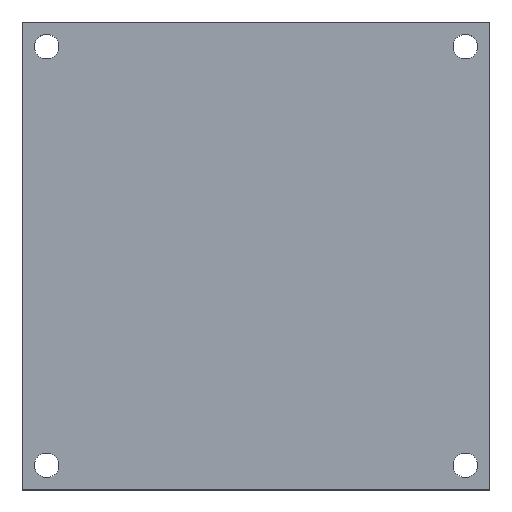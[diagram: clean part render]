
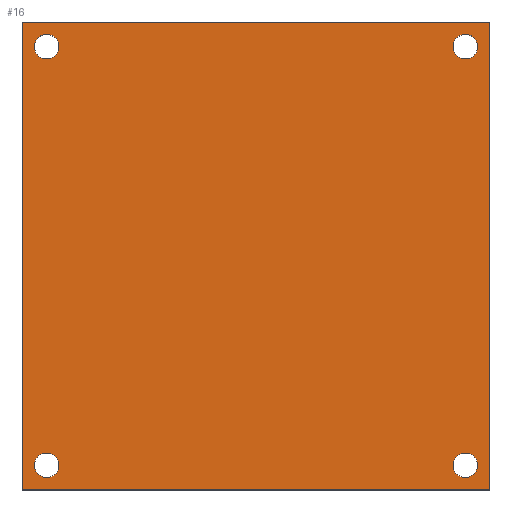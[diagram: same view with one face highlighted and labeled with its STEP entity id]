
A CAD part, top view. The second image highlights one B-rep face of the part: STEP entity #16.
In plain terms, the highlighted planar face has unit normal (0, 0, 1).
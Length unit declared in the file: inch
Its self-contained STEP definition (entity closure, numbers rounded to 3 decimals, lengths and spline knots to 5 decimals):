
#10 = LINE ( 'NONE', #113, #269 ) ;
#15 = AXIS2_PLACEMENT_3D ( 'NONE', #27, #132, #149 ) ;
#16 = ADVANCED_FACE ( 'NONE', ( #70, #310, #151, #52, #26 ), #103, .T. ) ;
#21 = LINE ( 'NONE', #208, #165 ) ;
#22 = CARTESIAN_POINT ( 'NONE',  ( 2.25, -2.125, 0.115 ) ) ;
#26 = FACE_OUTER_BOUND ( 'NONE', #67, .T. ) ;
#27 = CARTESIAN_POINT ( 'NONE',  ( 2.125, -2.125, 0.115 ) ) ;
#29 = CARTESIAN_POINT ( 'NONE',  ( 2.375, -2.375, 0.115 ) ) ;
#30 = AXIS2_PLACEMENT_3D ( 'NONE', #260, #129, #280 ) ;
#40 = VERTEX_POINT ( 'NONE', #222 ) ;
#41 = VERTEX_POINT ( 'NONE', #76 ) ;
#52 = FACE_BOUND ( 'NONE', #118, .T. ) ;
#53 = EDGE_CURVE ( 'NONE', #122, #122, #256, .T. ) ;
#56 = CARTESIAN_POINT ( 'NONE',  ( 2.375, -2.375, 0.115 ) ) ;
#58 = LINE ( 'NONE', #138, #250 ) ;
#59 = EDGE_CURVE ( 'NONE', #40, #40, #196, .T. ) ;
#60 = DIRECTION ( 'NONE',  ( 0., 0., -1. ) ) ;
#61 = ORIENTED_EDGE ( 'NONE', *, *, #53, .T. ) ;
#67 = EDGE_LOOP ( 'NONE', ( #244, #142, #267, #91 ) ) ;
#70 = FACE_BOUND ( 'NONE', #163, .T. ) ;
#72 = CARTESIAN_POINT ( 'NONE',  ( -2., -2.125, 0.115 ) ) ;
#76 = CARTESIAN_POINT ( 'NONE',  ( -2.375, 2.375, 0.115 ) ) ;
#85 = CIRCLE ( 'NONE', #134, 0.125 ) ;
#87 = VERTEX_POINT ( 'NONE', #283 ) ;
#90 = CARTESIAN_POINT ( 'NONE',  ( -2., 2.125, 0.115 ) ) ;
#91 = ORIENTED_EDGE ( 'NONE', *, *, #259, .F. ) ;
#103 = PLANE ( 'NONE',  #105 ) ;
#105 = AXIS2_PLACEMENT_3D ( 'NONE', #253, #234, #255 ) ;
#113 = CARTESIAN_POINT ( 'NONE',  ( -2.375, -2.375, 0.115 ) ) ;
#118 = EDGE_LOOP ( 'NONE', ( #322 ) ) ;
#122 = VERTEX_POINT ( 'NONE', #72 ) ;
#129 = DIRECTION ( 'NONE',  ( 0., 0., -1. ) ) ;
#132 = DIRECTION ( 'NONE',  ( 0., 0., -1. ) ) ;
#133 = EDGE_CURVE ( 'NONE', #150, #150, #191, .T. ) ;
#134 = AXIS2_PLACEMENT_3D ( 'NONE', #277, #60, #202 ) ;
#136 = DIRECTION ( 'NONE',  ( -1., 0., 0. ) ) ;
#138 = CARTESIAN_POINT ( 'NONE',  ( 2.375, 2.375, 0.115 ) ) ;
#142 = ORIENTED_EDGE ( 'NONE', *, *, #233, .F. ) ;
#144 = VECTOR ( 'NONE', #136, 39.37008 ) ;
#149 = DIRECTION ( 'NONE',  ( 1., 0., 0. ) ) ;
#150 = VERTEX_POINT ( 'NONE', #22 ) ;
#151 = FACE_BOUND ( 'NONE', #249, .T. ) ;
#163 = EDGE_LOOP ( 'NONE', ( #61 ) ) ;
#165 = VECTOR ( 'NONE', #228, 39.37008 ) ;
#168 = VERTEX_POINT ( 'NONE', #56 ) ;
#172 = CARTESIAN_POINT ( 'NONE',  ( -2.125, -2.125, 0.115 ) ) ;
#180 = DIRECTION ( 'NONE',  ( 0., 0., -1. ) ) ;
#187 = CARTESIAN_POINT ( 'NONE',  ( -2.375, -2.375, 0.115 ) ) ;
#191 = CIRCLE ( 'NONE', #15, 0.125 ) ;
#192 = EDGE_CURVE ( 'NONE', #219, #41, #10, .T. ) ;
#194 = ORIENTED_EDGE ( 'NONE', *, *, #328, .T. ) ;
#196 = CIRCLE ( 'NONE', #30, 0.125 ) ;
#202 = DIRECTION ( 'NONE',  ( 1., 0., 0. ) ) ;
#208 = CARTESIAN_POINT ( 'NONE',  ( -2.375, 2.375, 0.115 ) ) ;
#219 = VERTEX_POINT ( 'NONE', #187 ) ;
#222 = CARTESIAN_POINT ( 'NONE',  ( 2.25, 2.125, 0.115 ) ) ;
#227 = AXIS2_PLACEMENT_3D ( 'NONE', #172, #180, #287 ) ;
#228 = DIRECTION ( 'NONE',  ( 1., 0., 0. ) ) ;
#233 = EDGE_CURVE ( 'NONE', #168, #219, #292, .T. ) ;
#234 = DIRECTION ( 'NONE',  ( 0., 0., 1. ) ) ;
#240 = EDGE_CURVE ( 'NONE', #87, #168, #58, .T. ) ;
#244 = ORIENTED_EDGE ( 'NONE', *, *, #192, .F. ) ;
#249 = EDGE_LOOP ( 'NONE', ( #270 ) ) ;
#250 = VECTOR ( 'NONE', #303, 39.37008 ) ;
#252 = EDGE_LOOP ( 'NONE', ( #194 ) ) ;
#253 = CARTESIAN_POINT ( 'NONE',  ( 0., 0., 0.115 ) ) ;
#255 = DIRECTION ( 'NONE',  ( 1., 0., 0. ) ) ;
#256 = CIRCLE ( 'NONE', #227, 0.125 ) ;
#259 = EDGE_CURVE ( 'NONE', #41, #87, #21, .T. ) ;
#260 = CARTESIAN_POINT ( 'NONE',  ( 2.125, 2.125, 0.115 ) ) ;
#267 = ORIENTED_EDGE ( 'NONE', *, *, #240, .F. ) ;
#269 = VECTOR ( 'NONE', #313, 39.37008 ) ;
#270 = ORIENTED_EDGE ( 'NONE', *, *, #59, .T. ) ;
#277 = CARTESIAN_POINT ( 'NONE',  ( -2.125, 2.125, 0.115 ) ) ;
#280 = DIRECTION ( 'NONE',  ( 1., 0., 0. ) ) ;
#283 = CARTESIAN_POINT ( 'NONE',  ( 2.375, 2.375, 0.115 ) ) ;
#284 = VERTEX_POINT ( 'NONE', #90 ) ;
#287 = DIRECTION ( 'NONE',  ( 1., 0., 0. ) ) ;
#292 = LINE ( 'NONE', #29, #144 ) ;
#303 = DIRECTION ( 'NONE',  ( 0., -1., 0. ) ) ;
#310 = FACE_BOUND ( 'NONE', #252, .T. ) ;
#313 = DIRECTION ( 'NONE',  ( 0., 1., 0. ) ) ;
#322 = ORIENTED_EDGE ( 'NONE', *, *, #133, .T. ) ;
#328 = EDGE_CURVE ( 'NONE', #284, #284, #85, .T. ) ;
